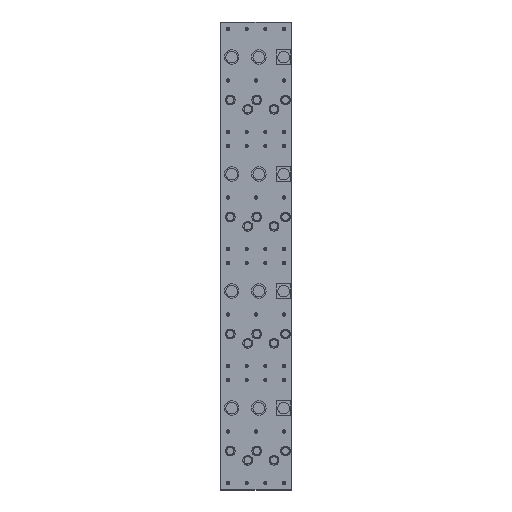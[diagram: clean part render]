
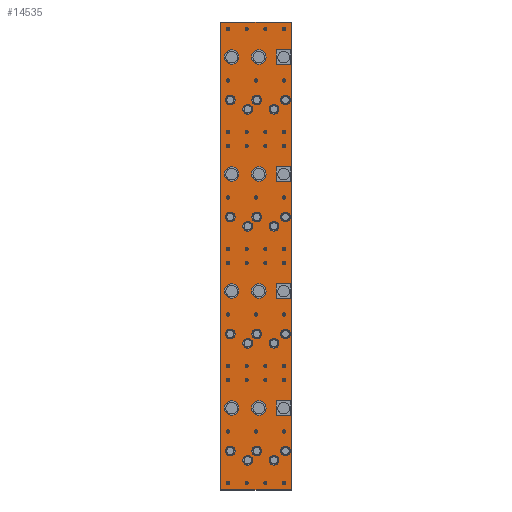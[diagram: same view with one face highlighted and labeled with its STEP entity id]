
A CAD part, top view. The second image highlights one B-rep face of the part: STEP entity #14535.
In plain terms, the highlighted planar face has unit normal (0, 0, 1).
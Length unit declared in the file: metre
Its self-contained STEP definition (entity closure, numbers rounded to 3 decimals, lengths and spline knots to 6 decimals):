
#10939 = EDGE_CURVE( '', #19052, #19053, #19054, .T. );
#12255 = EDGE_CURVE( '', #19053, #20193, #21094, .T. );
#12275 = EDGE_CURVE( '', #20193, #21053, #21125, .T. );
#14535 = ADVANCED_FACE( '', ( #24418 ), #24419, .F. );
#15131 = EDGE_CURVE( '', #21053, #19052, #25254, .T. );
#19052 = VERTEX_POINT( '', #27823 );
#19053 = VERTEX_POINT( '', #27824 );
#19054 = LINE( '', #27825, #27826 );
#20193 = VERTEX_POINT( '', #29262 );
#21053 = VERTEX_POINT( '', #30355 );
#21094 = LINE( '', #30404, #30405 );
#21125 = LINE( '', #30444, #30445 );
#24418 = FACE_OUTER_BOUND( '', #34671, .T. );
#24419 = PLANE( '', #34672 );
#25254 = LINE( '', #35752, #35753 );
#27823 = CARTESIAN_POINT( '', ( 0.015, 0.1, -0.000035 ) );
#27824 = CARTESIAN_POINT( '', ( 0., 0.1, -0.000035 ) );
#27825 = CARTESIAN_POINT( '', ( 0.015, 0.1, -0.000035 ) );
#27826 = VECTOR( '', #38414, 1. );
#29262 = CARTESIAN_POINT( '', ( 0., 0., -0.000035 ) );
#30355 = CARTESIAN_POINT( '', ( 0.015, 0., -0.000035 ) );
#30404 = CARTESIAN_POINT( '', ( 0., 0.1, -0.000035 ) );
#30405 = VECTOR( '', #41013, 1. );
#30444 = CARTESIAN_POINT( '', ( 0., 0., -0.000035 ) );
#30445 = VECTOR( '', #41046, 1. );
#34671 = EDGE_LOOP( '', ( #45427, #45428, #45429, #45430 ) );
#34672 = AXIS2_PLACEMENT_3D( '', #45431, #45432, #45433 );
#35752 = CARTESIAN_POINT( '', ( 0.015, 0., -0.000035 ) );
#35753 = VECTOR( '', #46598, 1. );
#38414 = DIRECTION( '', ( -1., 0., 0. ) );
#41013 = DIRECTION( '', ( 0., -1., 0. ) );
#41046 = DIRECTION( '', ( 1., 0., 0. ) );
#45427 = ORIENTED_EDGE( '', *, *, #12275, .T. );
#45428 = ORIENTED_EDGE( '', *, *, #15131, .T. );
#45429 = ORIENTED_EDGE( '', *, *, #10939, .T. );
#45430 = ORIENTED_EDGE( '', *, *, #12255, .T. );
#45431 = CARTESIAN_POINT( '', ( 0., 0., -0.000035 ) );
#45432 = DIRECTION( '', ( 0., 0., -1. ) );
#45433 = DIRECTION( '', ( 0., -1., 0. ) );
#46598 = DIRECTION( '', ( 0., 1., 0. ) );
